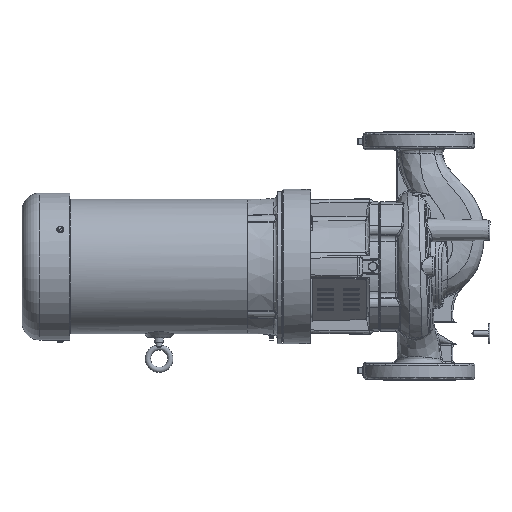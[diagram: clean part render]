
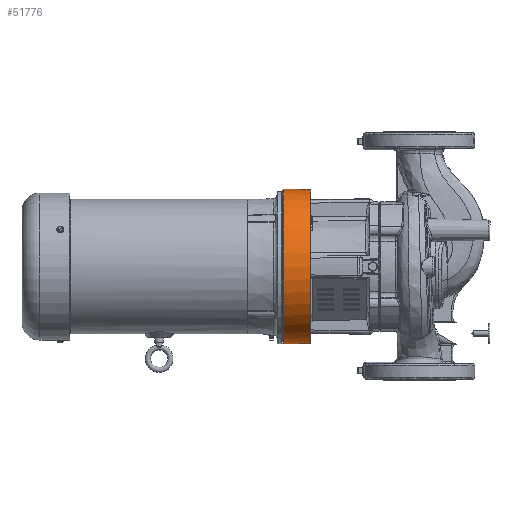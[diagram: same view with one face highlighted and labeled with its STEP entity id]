
A CAD part, left-side view. The second image highlights one B-rep face of the part: STEP entity #51776.
In plain terms, the highlighted cylindrical face has radius 114.5 mm (diameter 229 mm), a full revolution.
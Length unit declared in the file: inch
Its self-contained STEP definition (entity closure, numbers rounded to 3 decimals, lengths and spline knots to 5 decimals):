
#3181=CIRCLE('',#54820,4.50787);
#3182=CIRCLE('',#54821,4.50787);
#3183=CIRCLE('',#54823,4.50787);
#3184=CIRCLE('',#54824,4.50787);
#6071=FACE_OUTER_BOUND('',#8915,.T.);
#8915=EDGE_LOOP('',(#37933,#37934,#37935,#37936,#37937,#37938,#37939));
#12317=B_SPLINE_CURVE_WITH_KNOTS('',3,(#155114,#155115,#155116,#155117,
#155118,#155119,#155120,#155121,#155122,#155123,#155124,#155125,#155126,
#155127),.UNSPECIFIED.,.F.,.F.,(4,2,2,2,2,2,4),(-7.21954,-6.94731,
-6.45096,-5.95461,-5.44894,-4.94327,
-4.67305),.UNSPECIFIED.);
#13052=LINE('',#155111,#16502);
#16502=VECTOR('',#61330,4.50787);
#21274=VERTEX_POINT('',#155102);
#21275=VERTEX_POINT('',#155103);
#21276=VERTEX_POINT('',#155108);
#21277=VERTEX_POINT('',#155109);
#21278=VERTEX_POINT('',#155112);
#27503=EDGE_CURVE('',#21274,#21275,#3181,.T.);
#27504=EDGE_CURVE('',#21275,#21274,#3182,.T.);
#27506=EDGE_CURVE('',#21276,#21277,#3183,.T.);
#27507=EDGE_CURVE('',#21277,#21275,#13052,.T.);
#27508=EDGE_CURVE('',#21277,#21278,#3184,.T.);
#27509=EDGE_CURVE('',#21278,#21276,#12317,.T.);
#37933=ORIENTED_EDGE('',*,*,#27506,.T.);
#37934=ORIENTED_EDGE('',*,*,#27507,.T.);
#37935=ORIENTED_EDGE('',*,*,#27504,.T.);
#37936=ORIENTED_EDGE('',*,*,#27503,.T.);
#37937=ORIENTED_EDGE('',*,*,#27507,.F.);
#37938=ORIENTED_EDGE('',*,*,#27508,.T.);
#37939=ORIENTED_EDGE('',*,*,#27509,.T.);
#47303=CYLINDRICAL_SURFACE('',#54822,4.50787);
#51776=ADVANCED_FACE('',(#6071),#47303,.T.);
#54820=AXIS2_PLACEMENT_3D('',#155104,#61321,#61322);
#54821=AXIS2_PLACEMENT_3D('',#155105,#61323,#61324);
#54822=AXIS2_PLACEMENT_3D('',#155107,#61326,#61327);
#54823=AXIS2_PLACEMENT_3D('',#155110,#61328,#61329);
#54824=AXIS2_PLACEMENT_3D('',#155113,#61331,#61332);
#61321=DIRECTION('center_axis',(0.,-1.,0.));
#61322=DIRECTION('ref_axis',(1.,0.,0.));
#61323=DIRECTION('center_axis',(0.,-1.,0.));
#61324=DIRECTION('ref_axis',(1.,0.,0.));
#61326=DIRECTION('center_axis',(0.,-1.,0.));
#61327=DIRECTION('ref_axis',(1.,0.,0.));
#61328=DIRECTION('center_axis',(0.,1.,0.));
#61329=DIRECTION('ref_axis',(-1.,0.,0.));
#61330=DIRECTION('',(0.,1.,0.));
#61331=DIRECTION('center_axis',(0.,1.,0.));
#61332=DIRECTION('ref_axis',(-1.,0.,0.));
#155102=CARTESIAN_POINT('',(4.50787,5.59055,0.));
#155103=CARTESIAN_POINT('',(-4.50787,5.59055,0.));
#155104=CARTESIAN_POINT('Origin',(0.,5.59055,
0.));
#155105=CARTESIAN_POINT('Origin',(0.,5.59055,
0.));
#155107=CARTESIAN_POINT('Origin',(0.,5.62992,
0.));
#155108=CARTESIAN_POINT('',(4.00757,4.01575,-2.06405));
#155109=CARTESIAN_POINT('',(-4.50787,4.01575,0.));
#155110=CARTESIAN_POINT('Origin',(0.,4.01575,
0.));
#155111=CARTESIAN_POINT('',(-4.50787,5.62992,0.));
#155112=CARTESIAN_POINT('',(4.3324,4.01575,-1.24547));
#155113=CARTESIAN_POINT('Origin',(0.,4.01575,
0.));
#155114=CARTESIAN_POINT('Ctrl Pts',(4.3324,4.01575,-1.24547));
#155115=CARTESIAN_POINT('Ctrl Pts',(4.3268,4.04734,-1.26498));
#155116=CARTESIAN_POINT('Ctrl Pts',(4.32015,4.07622,-1.2876));
#155117=CARTESIAN_POINT('Ctrl Pts',(4.29935,4.1474,-1.35596));
#155118=CARTESIAN_POINT('Ctrl Pts',(4.2816,4.18702,-1.41171));
#155119=CARTESIAN_POINT('Ctrl Pts',(4.23978,4.23929,-1.53275));
#155120=CARTESIAN_POINT('Ctrl Pts',(4.21563,4.25197,-1.59801));
#155121=CARTESIAN_POINT('Ctrl Pts',(4.16725,4.25197,-1.72029));
#155122=CARTESIAN_POINT('Ctrl Pts',(4.1397,4.23886,-1.78552));
#155123=CARTESIAN_POINT('Ctrl Pts',(4.08618,4.18586,-1.90481));
#155124=CARTESIAN_POINT('Ctrl Pts',(4.06029,4.14598,-1.95889));
#155125=CARTESIAN_POINT('Ctrl Pts',(4.02787,4.07502,-2.02432));
#155126=CARTESIAN_POINT('Ctrl Pts',(4.01706,4.04673,-2.04562));
#155127=CARTESIAN_POINT('Ctrl Pts',(4.00757,4.01575,-2.06405));
